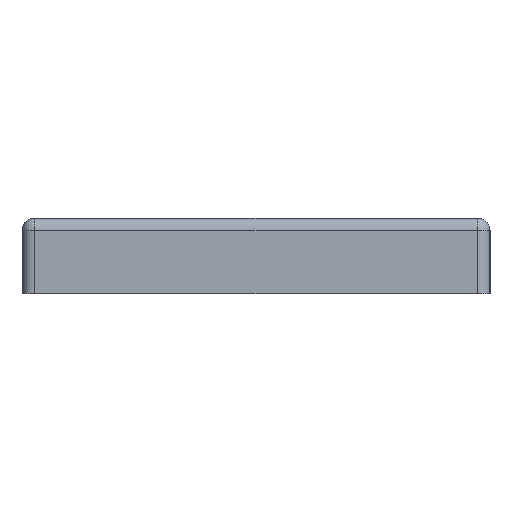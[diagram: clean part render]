
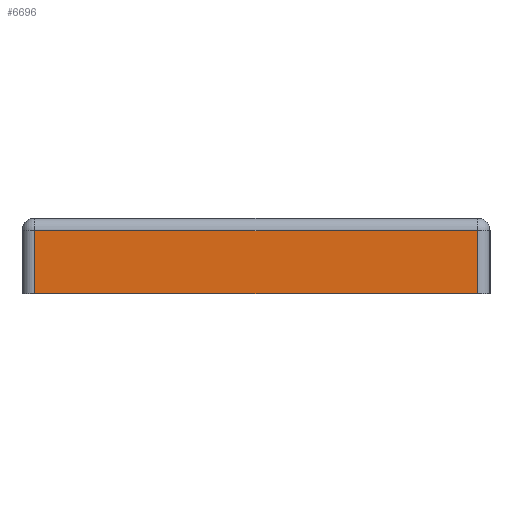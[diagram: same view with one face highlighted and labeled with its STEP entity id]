
A CAD part, left-side view. The second image highlights one B-rep face of the part: STEP entity #6696.
In plain terms, the highlighted planar face has unit normal (-1, 0, 0).
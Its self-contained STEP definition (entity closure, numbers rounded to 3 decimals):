
#10 = LINE ( 'NONE', #1916, #48 ) ;
#48 = VECTOR ( 'NONE', #1883, 1000. ) ;
#510 = EDGE_LOOP ( 'NONE', ( #1101, #1099, #1032, #1100 ) ) ;
#1032 = ORIENTED_EDGE ( 'NONE', *, *, #6262, .T. ) ;
#1099 = ORIENTED_EDGE ( 'NONE', *, *, #6313, .T. ) ;
#1100 = ORIENTED_EDGE ( 'NONE', *, *, #6232, .T. ) ;
#1101 = ORIENTED_EDGE ( 'NONE', *, *, #6309, .T. ) ;
#1316 = CARTESIAN_POINT ( 'NONE',  ( -24.5, 8.75, 2.5 ) ) ;
#1360 = CARTESIAN_POINT ( 'NONE',  ( -24.5, 8.75, 0. ) ) ;
#1391 = CARTESIAN_POINT ( 'NONE',  ( -24.5, -8.75, 0. ) ) ;
#1405 = CARTESIAN_POINT ( 'NONE',  ( -24.5, -8.75, 2.5 ) ) ;
#1750 = VECTOR ( 'NONE', #2084, 1000. ) ;
#1791 = LINE ( 'NONE', #2070, #1750 ) ;
#1883 = DIRECTION ( 'NONE',  ( 0., 0., 1. ) ) ;
#1916 = CARTESIAN_POINT ( 'NONE',  ( -24.5, -8.75, 3. ) ) ;
#2070 = CARTESIAN_POINT ( 'NONE',  ( -24.5, -9.25, 0. ) ) ;
#2084 = DIRECTION ( 'NONE',  ( 0., -1., 0. ) ) ;
#2182 = VECTOR ( 'NONE', #2366, 1000. ) ;
#2188 = LINE ( 'NONE', #2384, #2201 ) ;
#2201 = VECTOR ( 'NONE', #2387, 1000. ) ;
#2205 = LINE ( 'NONE', #2378, #2182 ) ;
#2366 = DIRECTION ( 'NONE',  ( 0., 1., 0. ) ) ;
#2378 = CARTESIAN_POINT ( 'NONE',  ( -24.5, 9.25, 2.5 ) ) ;
#2384 = CARTESIAN_POINT ( 'NONE',  ( -24.5, 8.75, 3. ) ) ;
#2387 = DIRECTION ( 'NONE',  ( 0., 0., -1. ) ) ;
#3506 = FACE_OUTER_BOUND ( 'NONE', #510, .T. ) ;
#3779 = DIRECTION ( 'NONE',  ( 1., 0., 0. ) ) ;
#3785 = PLANE ( 'NONE',  #6485 ) ;
#3796 = CARTESIAN_POINT ( 'NONE',  ( -24.5, -9.25, 3. ) ) ;
#3810 = DIRECTION ( 'NONE',  ( 0., 0., -1. ) ) ;
#6131 = VERTEX_POINT ( 'NONE', #1360 ) ;
#6143 = VERTEX_POINT ( 'NONE', #1316 ) ;
#6175 = VERTEX_POINT ( 'NONE', #1405 ) ;
#6180 = VERTEX_POINT ( 'NONE', #1391 ) ;
#6232 = EDGE_CURVE ( 'NONE', #6180, #6175, #10, .T. ) ;
#6262 = EDGE_CURVE ( 'NONE', #6131, #6180, #1791, .T. ) ;
#6309 = EDGE_CURVE ( 'NONE', #6175, #6143, #2205, .T. ) ;
#6313 = EDGE_CURVE ( 'NONE', #6143, #6131, #2188, .T. ) ;
#6485 = AXIS2_PLACEMENT_3D ( 'NONE', #3796, #3779, #3810 ) ;
#6696 = ADVANCED_FACE ( 'NONE', ( #3506 ), #3785, .F. ) ;
